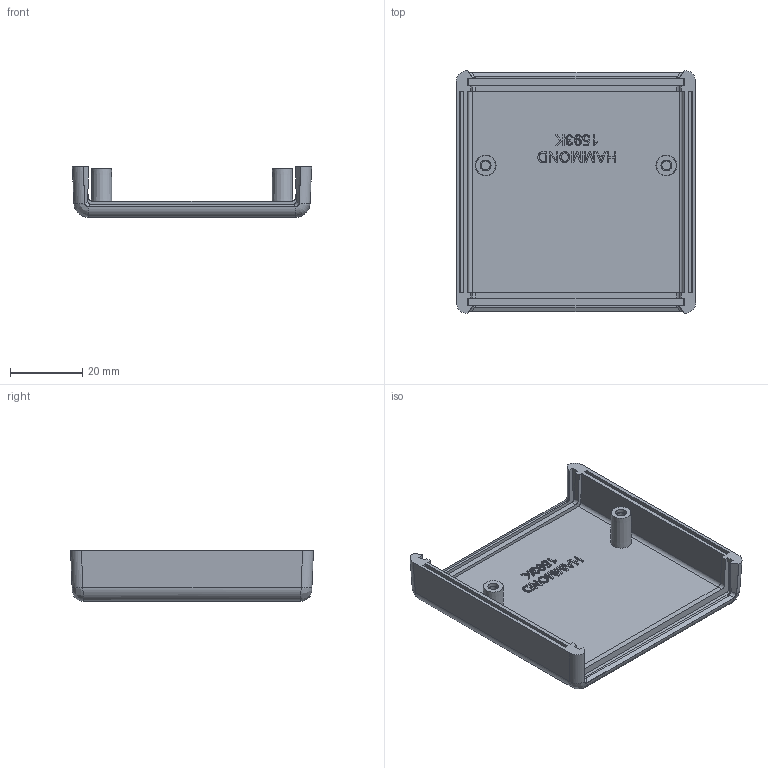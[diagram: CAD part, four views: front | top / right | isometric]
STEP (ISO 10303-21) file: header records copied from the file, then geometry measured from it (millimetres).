
FILE_DESCRIPTION((''),'2;1');
FILE_NAME('1593K Top.stp','2005-11-17T09:02:56',('rboehler'),(''),'Autodesk Inventor 10','Autodesk Inventor 10','');
FILE_SCHEMA(('AUTOMOTIVE_DESIGN { 1 0 10303 214 1 1 1 1 }'));
Length unit declared in the file: millimetre
Products named in the file (1): 1593K Top
Bounding box: 66.22 x 67.22 x 14 mm (x, y, z)
Volume: 15861.3 mm3; surface area: 13590.7 mm2
Topology: 1 solids, 1 shells, 278 faces, 743 edges, 492 vertices
Faces by surface type: plane 164, bspline 94, cylinder 18, cone 2
Entity records: 11375 total; most frequent: CARTESIAN_POINT 5055, ORIENTED_EDGE 1470, DIRECTION 969, EDGE_CURVE 735, VERTEX_POINT 490, VECTOR 479, LINE 479, EDGE_LOOP 309
